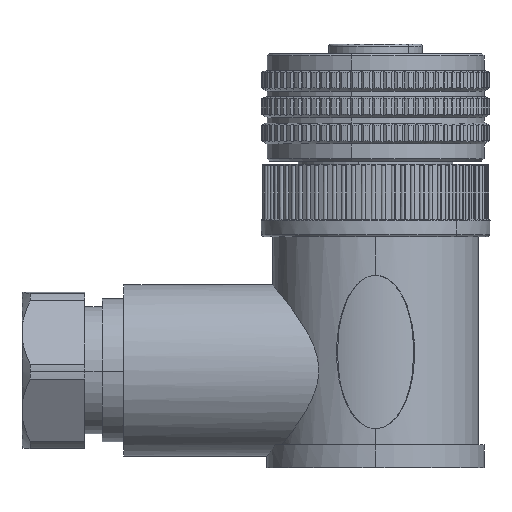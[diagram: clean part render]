
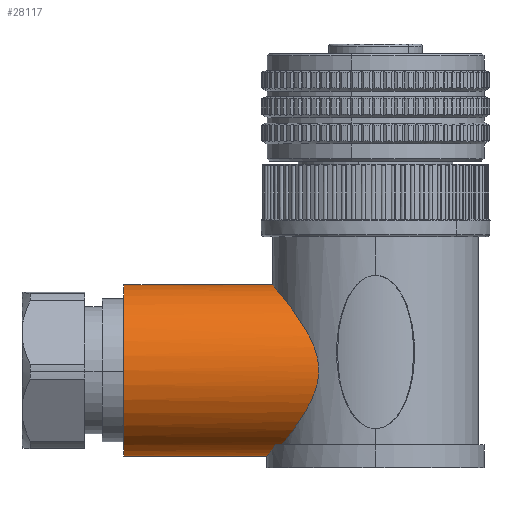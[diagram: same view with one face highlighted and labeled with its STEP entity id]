
A CAD part, left-side view. The second image highlights one B-rep face of the part: STEP entity #28117.
In plain terms, the highlighted cylindrical face has radius 7.5 mm (diameter 15 mm), a partial arc.
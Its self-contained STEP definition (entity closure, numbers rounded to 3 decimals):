
#6350=CARTESIAN_POINT('',(2.851,2.686,35.5));
#6351=CARTESIAN_POINT('',(2.672,2.686,35.5));
#6352=CARTESIAN_POINT('',(2.313,2.675,35.487));
#6353=CARTESIAN_POINT('',(1.774,2.627,35.429));
#6354=CARTESIAN_POINT('',(1.236,2.546,35.331));
#6355=CARTESIAN_POINT('',(0.696,2.43,35.191));
#6356=CARTESIAN_POINT('',(0.158,2.28,35.008));
#6357=CARTESIAN_POINT('',(-0.379,2.093,
34.777));
#6358=CARTESIAN_POINT('',(-0.912,1.869,
34.498));
#6359=CARTESIAN_POINT('',(-1.437,1.606,34.164));
#6360=CARTESIAN_POINT('',(-1.95,1.307,33.775));
#6361=CARTESIAN_POINT('',(-2.444,0.972,
33.327));
#6362=CARTESIAN_POINT('',(-2.908,0.611,
32.822));
#6363=CARTESIAN_POINT('',(-3.33,0.236,
32.268));
#6364=CARTESIAN_POINT('',(-3.694,-0.13,
31.683));
#6365=CARTESIAN_POINT('',(-3.991,-0.462,
31.095));
#6366=CARTESIAN_POINT('',(-4.217,-0.739,
30.532));
#6367=CARTESIAN_POINT('',(-4.383,-0.957,
30.005));
#6368=CARTESIAN_POINT('',(-4.5,-1.12,
29.516));
#6369=CARTESIAN_POINT('',(-4.579,-1.234,
29.057));
#6370=CARTESIAN_POINT('',(-4.628,-1.306,
28.621));
#6371=CARTESIAN_POINT('',(-4.651,-1.341,
28.198));
#6372=CARTESIAN_POINT('',(-4.65,-1.34,
27.778));
#6373=CARTESIAN_POINT('',(-4.626,-1.303,
27.353));
#6374=CARTESIAN_POINT('',(-4.575,-1.228,
26.914));
#6375=CARTESIAN_POINT('',(-4.494,-1.111,
26.453));
#6376=CARTESIAN_POINT('',(-4.374,-0.945,
25.962));
#6377=CARTESIAN_POINT('',(-4.205,-0.723,
25.435));
#6378=CARTESIAN_POINT('',(-3.976,-0.444,
24.872));
#6379=CARTESIAN_POINT('',(-3.678,-0.113,
24.288));
#6380=CARTESIAN_POINT('',(-3.312,0.253,
23.707));
#6381=CARTESIAN_POINT('',(-2.89,0.626,
23.157));
#6382=CARTESIAN_POINT('',(-2.425,0.986,
22.655));
#6383=CARTESIAN_POINT('',(-1.932,1.318,22.21));
#6384=CARTESIAN_POINT('',(-1.417,1.617,21.822));
#6385=CARTESIAN_POINT('',(-1.067,1.791,21.601));
#6386=CARTESIAN_POINT('',(-0.891,1.872,21.5));
#6695=DIRECTION('',(0.,1.,0.));
#6696=VECTOR('',#6695,12.5);
#6697=CARTESIAN_POINT('',(2.851,3.186,20.5));
#6698=LINE('',#6697,#6696);
#6749=CARTESIAN_POINT('',(2.851,15.686,28.));
#6750=DIRECTION('',(0.,1.,0.));
#6751=DIRECTION('',(0.,0.,-1.));
#6752=AXIS2_PLACEMENT_3D('',#6749,#6750,#6751);
#6774=DIRECTION('',(0.,1.,0.));
#6775=VECTOR('',#6774,13.);
#6776=CARTESIAN_POINT('',(2.851,2.686,35.5));
#6777=LINE('',#6776,#6775);
#6778=DIRECTION('',(0.,-1.,0.));
#6779=VECTOR('',#6778,0.547);
#6780=CARTESIAN_POINT('',(-0.891,2.418,21.5));
#6781=LINE('',#6780,#6779);
#6782=CARTESIAN_POINT('',(2.851,3.186,20.5));
#6783=CARTESIAN_POINT('',(2.543,3.186,20.5));
#6784=CARTESIAN_POINT('',(1.919,3.157,20.537));
#6785=CARTESIAN_POINT('',(0.938,3.009,20.726));
#6786=CARTESIAN_POINT('',(0.023,2.772,21.03));
#6787=CARTESIAN_POINT('',(-0.592,2.547,
21.328));
#6788=CARTESIAN_POINT('',(-0.891,2.418,21.5));
#19294=CARTESIAN_POINT('',(2.851,3.186,20.5));
#19295=CARTESIAN_POINT('',(2.851,15.686,20.5));
#19296=VERTEX_POINT('',#19294);
#19297=VERTEX_POINT('',#19295);
#19534=CARTESIAN_POINT('',(2.851,15.686,35.5));
#19535=VERTEX_POINT('',#19534);
#20246=VERTEX_POINT('',#6788);
#21478=CARTESIAN_POINT('',(-0.891,1.872,21.5));
#21479=VERTEX_POINT('',#21478);
#22297=VERTEX_POINT('',#6350);
#28103=CARTESIAN_POINT('',(2.851,15.686,28.));
#28104=DIRECTION('',(0.,-1.,0.));
#28105=DIRECTION('',(0.,0.,-1.));
#28106=AXIS2_PLACEMENT_3D('',#28103,#28104,#28105);
#28107=CYLINDRICAL_SURFACE('',#28106,7.5);
#28108=ORIENTED_EDGE('',*,*,#28079,.F.);
#28109=ORIENTED_EDGE('',*,*,#27210,.T.);
#28110=ORIENTED_EDGE('',*,*,#28058,.F.);
#28112=ORIENTED_EDGE('',*,*,#28111,.F.);
#28113=ORIENTED_EDGE('',*,*,#28073,.T.);
#28114=ORIENTED_EDGE('',*,*,#28089,.T.);
#28115=EDGE_LOOP('',(#28108,#28109,#28110,#28112,#28113,#28114));
#28116=FACE_OUTER_BOUND('',#28115,.F.);
#28117=ADVANCED_FACE('',(#28116),#28107,.T.);
#6387=B_SPLINE_CURVE_WITH_KNOTS('',3,(#6350,#6351,#6352,#6353,#6354,#6355,#6356,
#6357,#6358,#6359,#6360,#6361,#6362,#6363,#6364,#6365,#6366,#6367,#6368,#6369,
#6370,#6371,#6372,#6373,#6374,#6375,#6376,#6377,#6378,#6379,#6380,#6381,#6382,
#6383,#6384,#6385,#6386),.UNSPECIFIED.,.F.,.F.,(4,1,1,1,1,1,1,1,1,1,1,1,1,1,1,1,
1,1,1,1,1,1,1,1,1,1,1,1,1,1,1,1,1,1,4),(0.,0.029,
0.059,0.088,0.118,0.147,
0.176,0.206,0.235,0.265,
0.294,0.324,0.353,0.382,
0.412,0.441,0.471,0.5,0.529,
0.559,0.588,0.618,0.647,
0.676,0.706,0.735,0.765,
0.794,0.824,0.853,0.882,
0.912,0.941,0.971,1.),.UNSPECIFIED.);
#6753=CIRCLE('',#6752,7.5);
#6789=B_SPLINE_CURVE_WITH_KNOTS('',3,(#6782,#6783,#6784,#6785,#6786,#6787,
#6788),.UNSPECIFIED.,.F.,.F.,(4,1,1,1,4),(0.,0.25,0.5,0.75,1.),
.UNSPECIFIED.);
#27210=EDGE_CURVE('',#22297,#21479,#6387,.T.);
#28058=EDGE_CURVE('',#20246,#21479,#6781,.T.);
#28073=EDGE_CURVE('',#19296,#19297,#6698,.T.);
#28079=EDGE_CURVE('',#22297,#19535,#6777,.T.);
#28089=EDGE_CURVE('',#19297,#19535,#6753,.T.);
#28111=EDGE_CURVE('',#19296,#20246,#6789,.T.);
